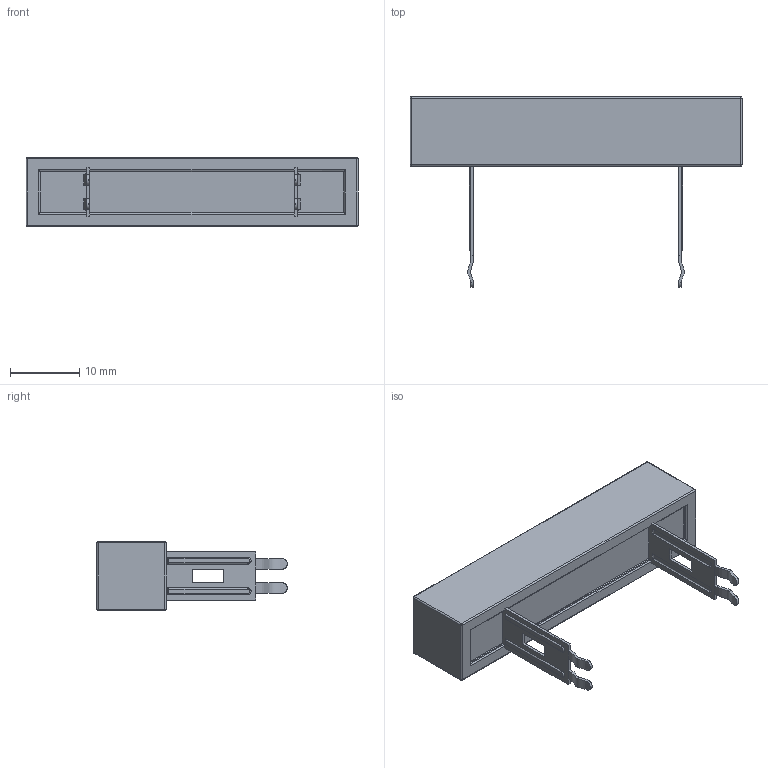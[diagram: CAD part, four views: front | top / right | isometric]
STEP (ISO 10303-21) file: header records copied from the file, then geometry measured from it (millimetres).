
FILE_DESCRIPTION (( 'STEP AP214' ), '1' );
FILE_NAME ('RES_SQZH_10W_30mm-B_0R_J(5%).STEP', '2022-06-21T16:45:27', ( '' ), ( '' ), 'SwSTEP 2.0', 'SolidWorks 2020', '' );
FILE_SCHEMA (( 'AUTOMOTIVE_DESIGN' ));
Length unit declared in the file: millimetre
Products named in the file (1): RES_SQZH_10W_30mm-B_0R_J(5%)
Bounding box: 48 x 27.5 x 10 mm (x, y, z)
Volume: 4743.9 mm3; surface area: 2598.5 mm2
Topology: 1 solids, 1 shells, 356 faces, 932 edges, 600 vertices
Faces by surface type: bspline 168, plane 112, cylinder 60, sphere 8, torus 8
Entity records: 22004 total; most frequent: CARTESIAN_POINT 11145, ORIENTED_EDGE 1848, DIRECTION 998, EDGE_CURVE 924, VERTEX_POINT 600, LINE 476, VECTOR 476, EDGE_LOOP 390
